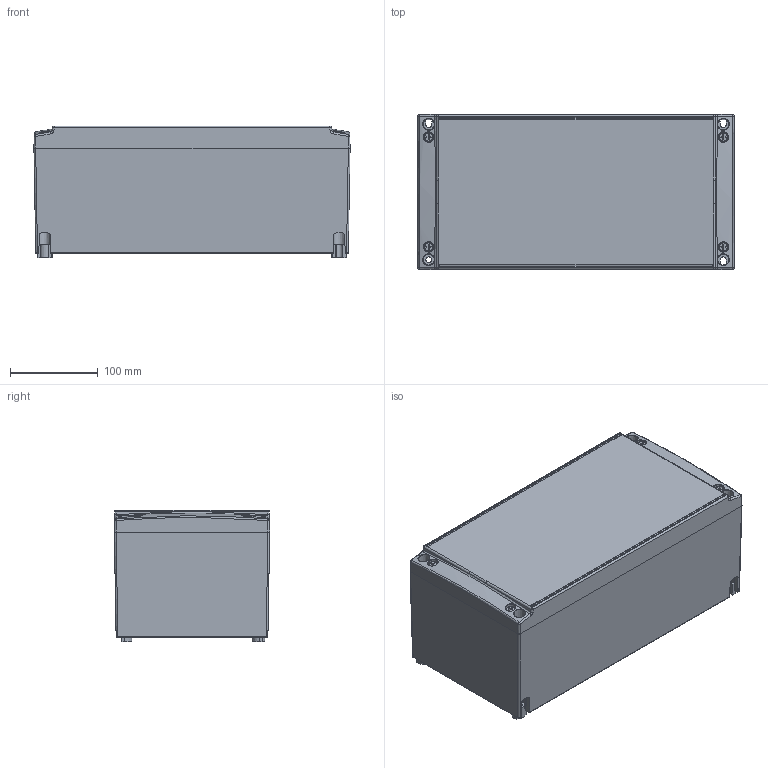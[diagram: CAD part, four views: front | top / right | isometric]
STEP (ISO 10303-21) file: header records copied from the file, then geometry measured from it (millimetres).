
FILE_DESCRIPTION (( 'STEP AP214' ), '1' );
FILE_NAME ('02012415.STEP', '2016-01-27T13:08:49', ( 'Admin' ), ( 'Hewlett-Packard Company' ), 'SwSTEP 2.0', 'SolidWorks 2015', '' );
FILE_SCHEMA (( 'AUTOMOTIVE_DESIGN' ));
Length unit declared in the file: millimetre
Products named in the file (11): 86222; 86224; 21453_ohne-Radien; 02012415; 23469; 82009; 93135; 93277_EJOT Delta PT Schraube H 30x8 WN5411; 23468; 21452; 21453
Assembly tree (28 placements, depth 3):
  02012415
    21453
      21453_ohne-Radien
      86224  x4
      86222  x4
    21452
    23468  x4
    93277_EJOT Delta PT Schraube H 30x8 WN5411  x4
    93135  x4
    82009
    23469  x4
Bounding box: 360 x 177 x 150 mm (x, y, z)
Volume: 1557425 mm3; surface area: 630126.7 mm2
Topology: 27 solids, 27 shells, 4476 faces, 10709 edges, 6380 vertices
Faces by surface type: plane 1397, cylinder 1337, bspline 864, cone 386, torus 292, sphere 200
Full cylindrical faces by diameter (mm): 3 x4, 4 x1, 5 x24, 5.02 x8, 5.3 x4, 6 x8, 7.4 x8, 8 x4
Entity records: 95982 total; most frequent: CARTESIAN_POINT 46788, ORIENTED_EDGE 10880, DIRECTION 8839, EDGE_CURVE 5440, VERTEX_POINT 3400, AXIS2_PLACEMENT_3D 3184, EDGE_LOOP 2568, LINE 2471
